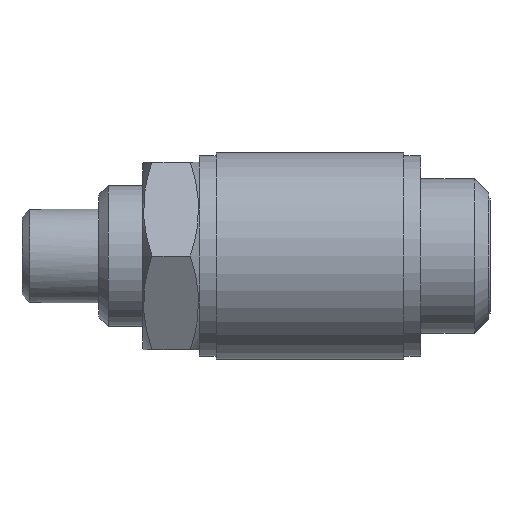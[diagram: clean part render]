
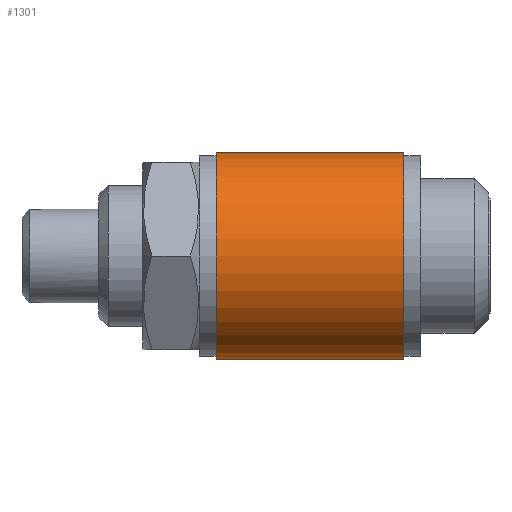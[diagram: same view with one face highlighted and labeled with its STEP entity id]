
A CAD part, left-side view. The second image highlights one B-rep face of the part: STEP entity #1301.
In plain terms, the highlighted cylindrical face has radius 11 mm (diameter 22 mm), a partial arc.
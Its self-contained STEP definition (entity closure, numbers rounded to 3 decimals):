
#1294 = EDGE_CURVE ( 'NONE', #1385, #1393, #2004, .T. ) ;
#1296 = ORIENTED_EDGE ( 'NONE', *, *, #1294, .T. ) ;
#1297 = ORIENTED_EDGE ( 'NONE', *, *, #1347, .T. ) ;
#1300 = ORIENTED_EDGE ( 'NONE', *, *, #1303, .T. ) ;
#1301 = ADVANCED_FACE ( 'NONE', ( #2005 ), #2006, .T. ) ;
#1303 = EDGE_CURVE ( 'NONE', #1384, #1391, #2018, .T. ) ;
#1304 = ORIENTED_EDGE ( 'NONE', *, *, #1388, .F. ) ;
#1309 = EDGE_LOOP ( 'NONE', ( #1304, #1300, #1297, #1296 ) ) ;
#1347 = EDGE_CURVE ( 'NONE', #1391, #1385, #2140, .T. ) ;
#1384 = VERTEX_POINT ( 'NONE', #2267 ) ;
#1385 = VERTEX_POINT ( 'NONE', #2283 ) ;
#1388 = EDGE_CURVE ( 'NONE', #1384, #1393, #2274, .T. ) ;
#1391 = VERTEX_POINT ( 'NONE', #2328 ) ;
#1393 = VERTEX_POINT ( 'NONE', #2327 ) ;
#1993 = DIRECTION ( 'NONE',  ( -1., 0., 0. ) ) ;
#1994 = DIRECTION ( 'NONE',  ( 0., 1., 0. ) ) ;
#1995 = AXIS2_PLACEMENT_3D ( 'NONE', #2017, #1994, #1993 ) ;
#1997 = DIRECTION ( 'NONE',  ( 0., 1., 0. ) ) ;
#1998 = CARTESIAN_POINT ( 'NONE',  ( 0., 33.086, 0. ) ) ;
#1999 = AXIS2_PLACEMENT_3D ( 'NONE', #1998, #1997, #2020 ) ;
#2002 = CARTESIAN_POINT ( 'NONE',  ( 0., 29.5, 0. ) ) ;
#2003 = AXIS2_PLACEMENT_3D ( 'NONE', #2002, #2008, #2007 ) ;
#2004 = CIRCLE ( 'NONE', #2003, 11. ) ;
#2005 = FACE_OUTER_BOUND ( 'NONE', #1309, .T. ) ;
#2006 = CYLINDRICAL_SURFACE ( 'NONE', #1999, 11. ) ;
#2007 = DIRECTION ( 'NONE',  ( 1., 0., 0. ) ) ;
#2008 = DIRECTION ( 'NONE',  ( 0., -1., 0. ) ) ;
#2017 = CARTESIAN_POINT ( 'NONE',  ( 0., 9.5, 0. ) ) ;
#2018 = CIRCLE ( 'NONE', #1995, 11. ) ;
#2020 = DIRECTION ( 'NONE',  ( 0., 0., 1. ) ) ;
#2140 = LINE ( 'NONE', #2162, #2161 ) ;
#2160 = DIRECTION ( 'NONE',  ( 0., 1., 0. ) ) ;
#2161 = VECTOR ( 'NONE', #2160, 1000. ) ;
#2162 = CARTESIAN_POINT ( 'NONE',  ( 0., 33.086, 11. ) ) ;
#2267 = CARTESIAN_POINT ( 'NONE',  ( 0., 9.5, -11. ) ) ;
#2268 = DIRECTION ( 'NONE',  ( 0., 1., 0. ) ) ;
#2269 = VECTOR ( 'NONE', #2268, 1000. ) ;
#2270 = CARTESIAN_POINT ( 'NONE',  ( 0., 33.086, -11. ) ) ;
#2274 = LINE ( 'NONE', #2270, #2269 ) ;
#2283 = CARTESIAN_POINT ( 'NONE',  ( 0., 29.5, 11. ) ) ;
#2327 = CARTESIAN_POINT ( 'NONE',  ( 0., 29.5, -11. ) ) ;
#2328 = CARTESIAN_POINT ( 'NONE',  ( 0., 9.5, 11. ) ) ;
